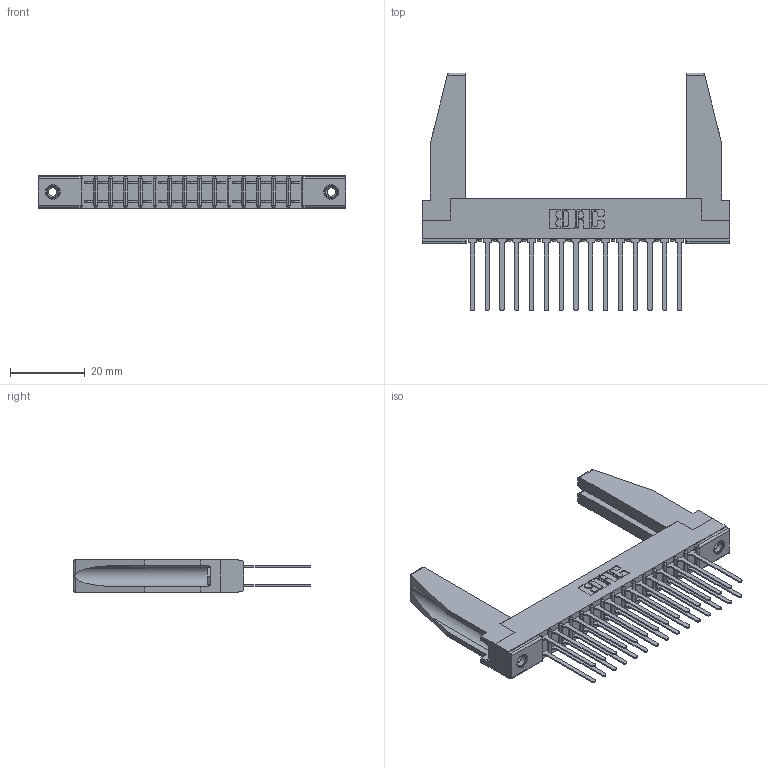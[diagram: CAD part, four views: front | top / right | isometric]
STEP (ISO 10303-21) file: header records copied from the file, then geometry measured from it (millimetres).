
FILE_DESCRIPTION (( 'STEP AP203' ), '1' );
FILE_NAME ('307-030-440-278.STEP', '2020-09-29T09:33:02', ( '' ), ( '' ), 'SwSTEP 2.0', 'SolidWorks 2020', '' );
FILE_SCHEMA (( 'CONFIG_CONTROL_DESIGN' ));
Length unit declared in the file: inch
Products named in the file (5): 307-030-440-278; 307-290-001_540; 307-220-078; 307 Part_.156 Dia Mounting Holes; 345-250-001_345-250-001-102
Assembly tree (35 placements, depth 2):
  307-030-440-278
    307 Part_.156 Dia Mounting Holes
    307-290-001_540  x30
    307-220-078  x2
    345-250-001_345-250-001-102  x2
Bounding box: 82.45 x 63.7 x 8.71 mm (x, y, z)
Volume: 9554.6 mm3; surface area: 14237.5 mm2
Topology: 35 solids, 35 shells, 1644 faces, 4553 edges, 2942 vertices
Faces by surface type: plane 1084, cylinder 512, sphere 32, cone 12, torus 4
Entity records: 19075 total; most frequent: CARTESIAN_POINT 3137, ORIENTED_EDGE 3064, DIRECTION 3038, EDGE_CURVE 1532, VECTOR 1168, LINE 1168, VERTEX_POINT 992, AXIS2_PLACEMENT_3D 935
